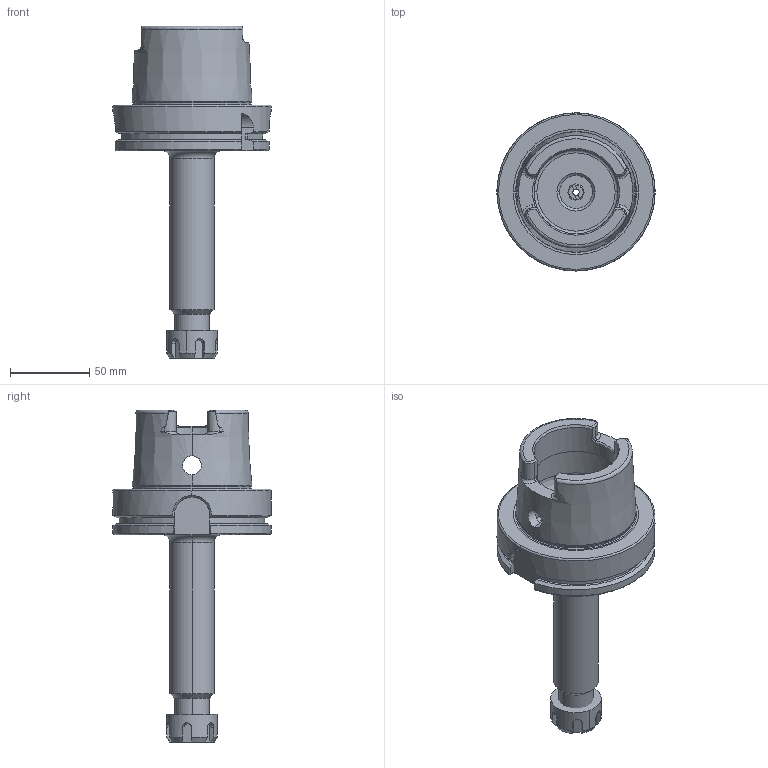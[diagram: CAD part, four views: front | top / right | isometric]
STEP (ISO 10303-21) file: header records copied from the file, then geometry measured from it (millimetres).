
FILE_DESCRIPTION (( 'STEP AP203' ), '1' );
FILE_NAME ('91100A-ERS816160.STEP', '2018-02-12T12:47:22', ( '' ), ( '' ), 'SwSTEP 2.0', 'SolidWorks 2009', '' );
FILE_SCHEMA (( 'CONFIG_CONTROL_DESIGN' ));
Length unit declared in the file: millimetre
Products named in the file (4): FTSCW71620; FTNUTER16 DIN 6499; 91100A-ERS816160; HSKA100CCHER16160WW
Assembly tree (3 placements, depth 2):
  91100A-ERS816160
    FTSCW71620
    FTNUTER16 DIN 6499
    HSKA100CCHER16160WW
Bounding box: 100 x 100 x 210 mm (x, y, z)
Volume: 321209.2 mm3; surface area: 69428.1 mm2
Topology: 3 solids, 3 shells, 257 faces, 657 edges, 411 vertices
Faces by surface type: plane 95, cylinder 69, cone 54, torus 29, bspline 10
Entity records: 9633 total; most frequent: CARTESIAN_POINT 3092, ORIENTED_EDGE 1310, DIRECTION 1276, EDGE_CURVE 655, AXIS2_PLACEMENT_3D 506, VERTEX_POINT 411, EDGE_LOOP 274, LINE 264
